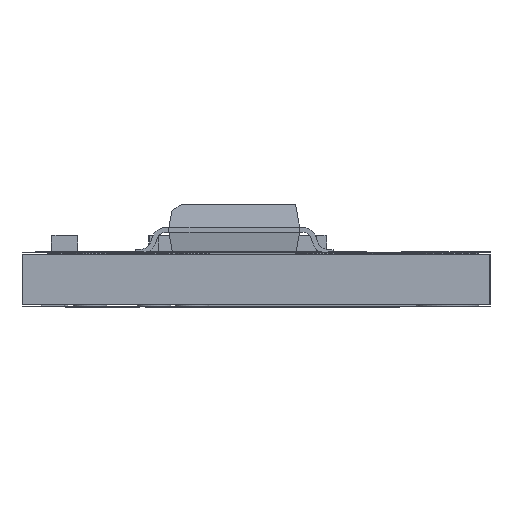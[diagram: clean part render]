
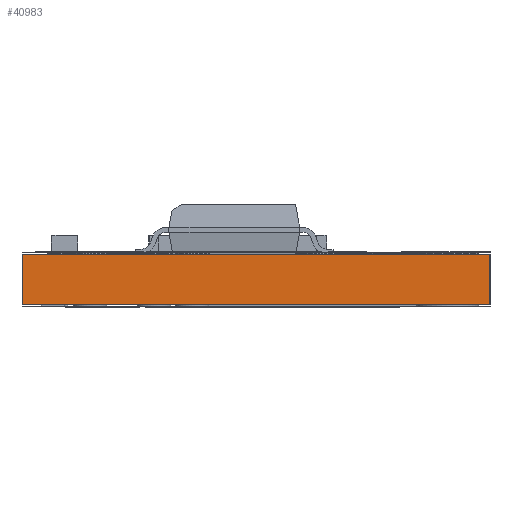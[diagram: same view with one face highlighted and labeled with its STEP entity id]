
A CAD part, left-side view. The second image highlights one B-rep face of the part: STEP entity #40983.
In plain terms, the highlighted planar face has unit normal (-1, 0, 0).
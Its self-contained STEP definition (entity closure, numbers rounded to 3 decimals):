
#40927 = VERTEX_POINT('',#40928);
#40928 = CARTESIAN_POINT('',(-12.7,-6.985,1.51));
#40934 = EDGE_CURVE('',#40935,#40927,#40937,.T.);
#40935 = VERTEX_POINT('',#40936);
#40936 = CARTESIAN_POINT('',(-12.7,-6.985,0.));
#40937 = LINE('',#40938,#40939);
#40938 = CARTESIAN_POINT('',(-12.7,-6.985,0.));
#40939 = VECTOR('',#40940,1.);
#40940 = DIRECTION('',(0.,0.,1.));
#40983 = ADVANCED_FACE('',(#40984),#41009,.T.);
#40984 = FACE_BOUND('',#40985,.T.);
#40985 = EDGE_LOOP('',(#40986,#40987,#40995,#41003));
#40986 = ORIENTED_EDGE('',*,*,#40934,.T.);
#40987 = ORIENTED_EDGE('',*,*,#40988,.T.);
#40988 = EDGE_CURVE('',#40927,#40989,#40991,.T.);
#40989 = VERTEX_POINT('',#40990);
#40990 = CARTESIAN_POINT('',(-12.7,6.985,1.51));
#40991 = LINE('',#40992,#40993);
#40992 = CARTESIAN_POINT('',(-12.7,-6.985,1.51));
#40993 = VECTOR('',#40994,1.);
#40994 = DIRECTION('',(0.,1.,0.));
#40995 = ORIENTED_EDGE('',*,*,#40996,.F.);
#40996 = EDGE_CURVE('',#40997,#40989,#40999,.T.);
#40997 = VERTEX_POINT('',#40998);
#40998 = CARTESIAN_POINT('',(-12.7,6.985,0.));
#40999 = LINE('',#41000,#41001);
#41000 = CARTESIAN_POINT('',(-12.7,6.985,0.));
#41001 = VECTOR('',#41002,1.);
#41002 = DIRECTION('',(0.,0.,1.));
#41003 = ORIENTED_EDGE('',*,*,#41004,.F.);
#41004 = EDGE_CURVE('',#40935,#40997,#41005,.T.);
#41005 = LINE('',#41006,#41007);
#41006 = CARTESIAN_POINT('',(-12.7,-6.985,0.));
#41007 = VECTOR('',#41008,1.);
#41008 = DIRECTION('',(0.,1.,0.));
#41009 = PLANE('',#41010);
#41010 = AXIS2_PLACEMENT_3D('',#41011,#41012,#41013);
#41011 = CARTESIAN_POINT('',(-12.7,-6.985,0.));
#41012 = DIRECTION('',(-1.,0.,0.));
#41013 = DIRECTION('',(0.,1.,0.));
